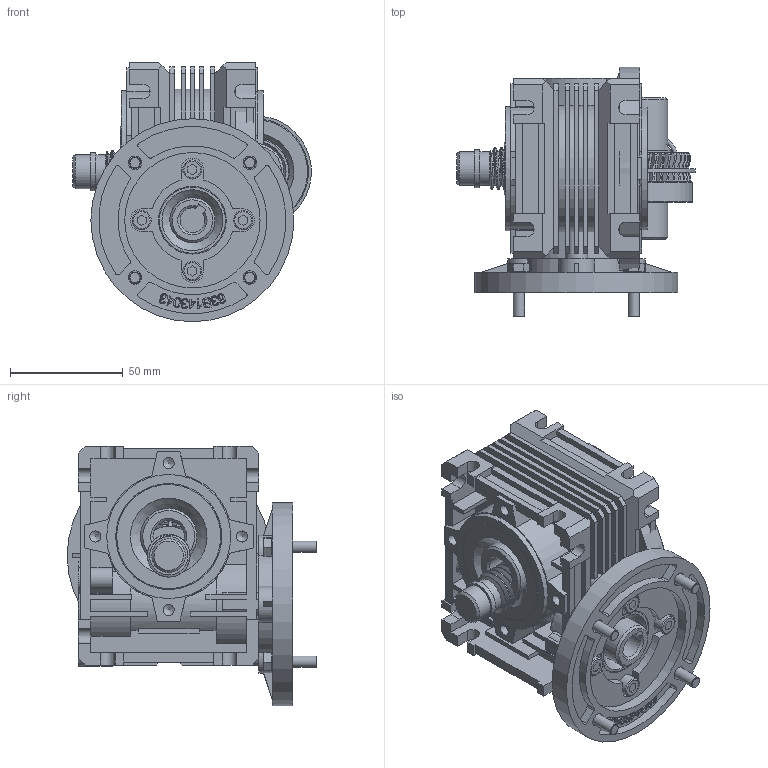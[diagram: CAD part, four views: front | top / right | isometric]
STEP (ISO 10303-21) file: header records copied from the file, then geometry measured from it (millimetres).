
FILE_DESCRIPTION( ( 'Unknown' ), '1' );
FILE_NAME( 'RV30.stp', 'Unknown', ( 'Unknown' ), ( 'Unknown' ), 'PSStep 10.1', 'Unknown', ' ' );
FILE_SCHEMA( ( 'AUTOMOTIVE_DESIGN { 1 0 10303 214 1 1 1 1 }' ) );
Length unit declared in the file: millimetre
Products named in the file (25): Assem1; corpo_rv30; Cu-rrs 6005; Corona_30; SM-F 25x49x9; SM-F 25x49x9-oa0; Vite_30; Cu-rrs 6002; Flangia pam63B14; V-tcei M  5 x 12; V-tcei M  5 x 12-oa1; V-tcei M  5 x 12-oa2; V-tcei M  5 x 12-oa3; SM-F 20x30x7; Anello-elastico-chiuso  47; Anello-elastico-chiuso  32; Tappo_ﾘ32; V-te M  5 x 20; V-te M  5 x 20-oa4; V-te M  5 x 20-oa5; V-te M  5 x 20-oa6; Or OR2131
Bounding box: 105.66 x 110.65 x 115 mm (x, y, z)
Volume: 556171.7 mm3; surface area: 349210.8 mm2
Topology: 50 solids, 56 shells, 2804 faces, 7534 edges, 4988 vertices
Faces by surface type: plane 1420, cylinder 766, cone 420, torus 148, extrusion 46, bspline 4
Full cylindrical faces by diameter (mm): 2.5 x8, 4 x6, 4.134 x16, 4.917 x32, 5 x16, 6 x16, 6.5 x8, 8.5 x8, 8.917 x2, 15 x31, 17 x2, 20 x2, 20.3 x6, 25 x7, 26 x2, 27 x6, 27.5 x2, 28.833 x2, 29 x4, 30 x4, 32 x15, 33.7 x2, 34 x2, 37 x6, 40.3 x6, 41 x2, 45.5 x4, 47 x13, 49.5 x2, 55 x4
Entity records: 57061 total; most frequent: CARTESIAN_POINT 12604, ORIENTED_EDGE 6954, DIRECTION 6631, EDGE_CURVE 3477, VERTEX_POINT 2414, AXIS2_PLACEMENT_3D 2404, VECTOR 1823, LINE 1800
